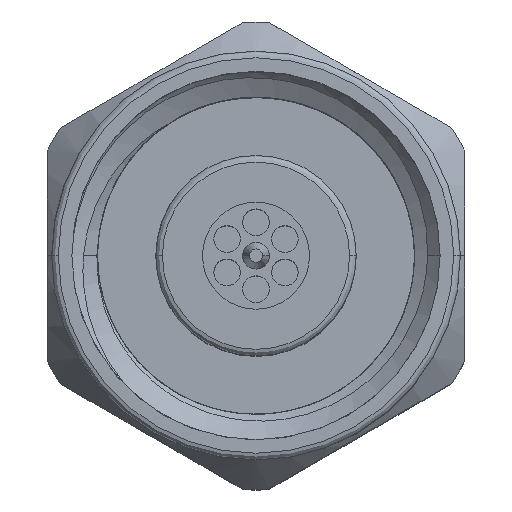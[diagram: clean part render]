
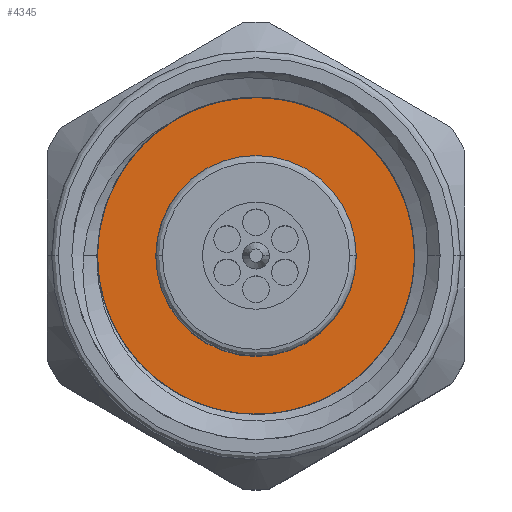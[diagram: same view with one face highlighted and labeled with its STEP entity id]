
A CAD part, top view. The second image highlights one B-rep face of the part: STEP entity #4345.
In plain terms, the highlighted face is planar.
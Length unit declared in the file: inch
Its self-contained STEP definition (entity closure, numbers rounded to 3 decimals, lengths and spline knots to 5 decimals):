
#501 = DIRECTION ( 'NONE',  ( 0., 0., 1. ) ) ;
#952 = VERTEX_POINT ( 'NONE', #9161 ) ;
#1226 = EDGE_CURVE ( 'NONE', #952, #6118, #5113, .T. ) ;
#2314 = AXIS2_PLACEMENT_3D ( 'NONE', #8462, #3496, #501 ) ;
#2680 = FACE_OUTER_BOUND ( 'NONE', #3403, .T. ) ;
#3403 = EDGE_LOOP ( 'NONE', ( #4767, #4489 ) ) ;
#3496 = DIRECTION ( 'NONE',  ( -1., 0., 0. ) ) ;
#3673 = DIRECTION ( 'NONE',  ( -1., 0., 0. ) ) ;
#4345 = ADVANCED_FACE ( 'NONE', ( #2680 ), #5603, .T. ) ;
#4489 = ORIENTED_EDGE ( 'NONE', *, *, #1226, .T. ) ;
#4767 = ORIENTED_EDGE ( 'NONE', *, *, #7361, .T. ) ;
#5113 = CIRCLE ( 'NONE', #5874, 0.1378 ) ;
#5399 = CARTESIAN_POINT ( 'NONE',  ( 0.3, 0., 0.1378 ) ) ;
#5603 = PLANE ( 'NONE',  #2314 ) ;
#5874 = AXIS2_PLACEMENT_3D ( 'NONE', #7315, #3673, #5928 ) ;
#5928 = DIRECTION ( 'NONE',  ( 0., 0., 1. ) ) ;
#6118 = VERTEX_POINT ( 'NONE', #5399 ) ;
#6983 = AXIS2_PLACEMENT_3D ( 'NONE', #8458, #7611, #8415 ) ;
#7315 = CARTESIAN_POINT ( 'NONE',  ( 0.3, 0., 0. ) ) ;
#7361 = EDGE_CURVE ( 'NONE', #6118, #952, #8028, .T. ) ;
#7611 = DIRECTION ( 'NONE',  ( -1., 0., 0. ) ) ;
#8028 = CIRCLE ( 'NONE', #6983, 0.1378 ) ;
#8415 = DIRECTION ( 'NONE',  ( 0., 0., 1. ) ) ;
#8458 = CARTESIAN_POINT ( 'NONE',  ( 0.3, 0., 0. ) ) ;
#8462 = CARTESIAN_POINT ( 'NONE',  ( 0.3, 0., 0. ) ) ;
#9161 = CARTESIAN_POINT ( 'NONE',  ( 0.3, 0., -0.1378 ) ) ;
